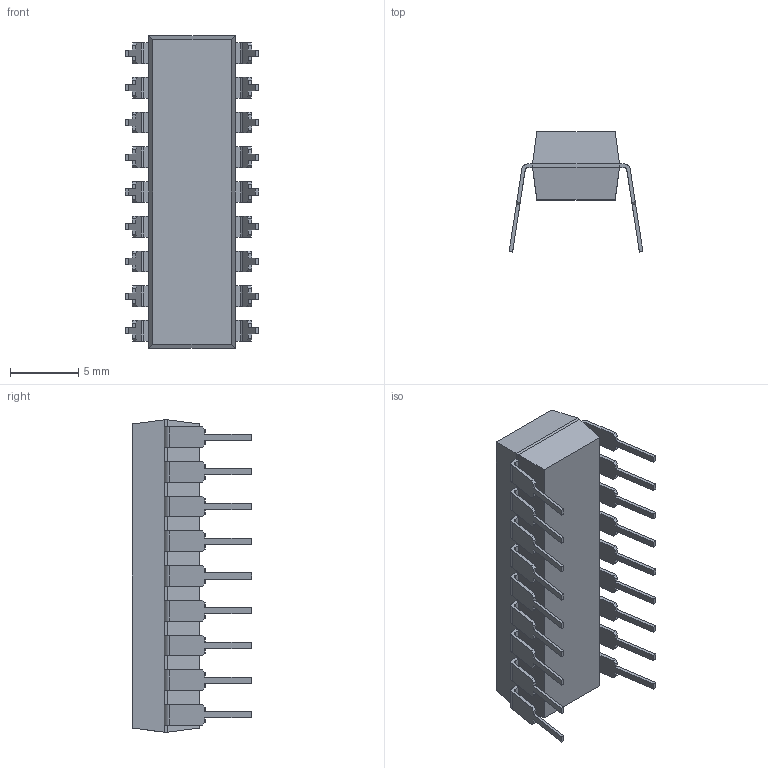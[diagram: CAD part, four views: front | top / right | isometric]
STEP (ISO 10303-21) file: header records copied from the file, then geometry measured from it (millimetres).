
FILE_DESCRIPTION (( 'STEP AP214' ), '1' );
FILE_NAME ('LM3914N-1_NOPB.STEP', '2022-01-31T23:00:59', ( '' ), ( '' ), 'SwSTEP 2.0', 'SolidWorks 2017', '' );
FILE_SCHEMA (( 'AUTOMOTIVE_DESIGN' ));
Length unit declared in the file: inch
Products named in the file (1): LM3914N-1_NOPB
Bounding box: 9.78 x 8.76 x 22.86 mm (x, y, z)
Volume: 707.3 mm3; surface area: 861.3 mm2
Topology: 20 solids, 20 shells, 313 faces, 806 edges, 534 vertices
Faces by surface type: plane 272, cylinder 41
Entity records: 9631 total; most frequent: CARTESIAN_POINT 1654, ORIENTED_EDGE 1612, DIRECTION 1516, EDGE_CURVE 806, VECTOR 724, LINE 724, VERTEX_POINT 534, AXIS2_PLACEMENT_3D 396
